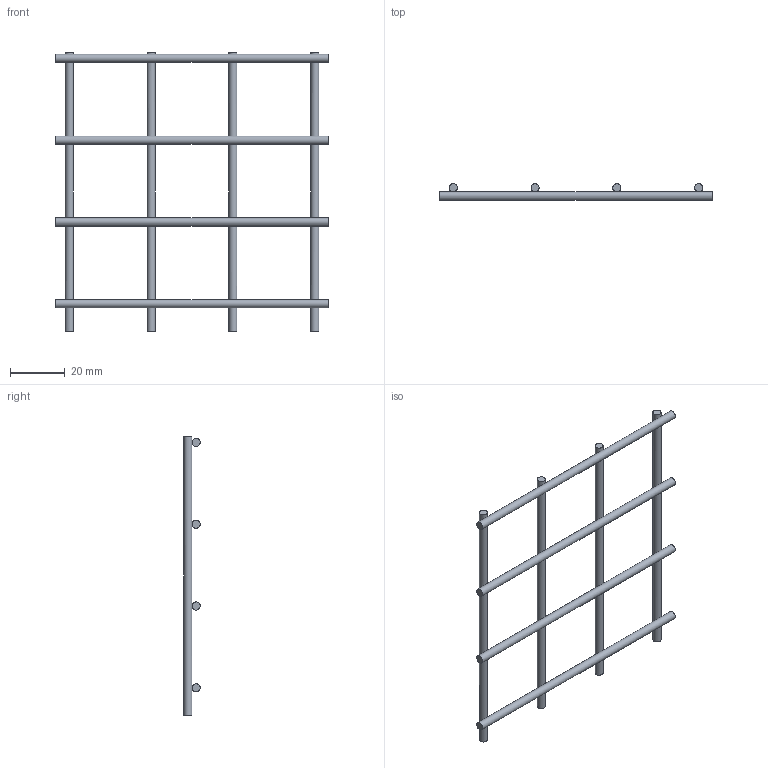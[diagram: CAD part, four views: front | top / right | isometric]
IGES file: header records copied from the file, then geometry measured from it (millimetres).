
Global section: file name: 729302; native system: Autodesk Inventor 2021; preprocessor: unknown; author: Mrówczyńska,,; organization: 11; date: 20230123.082402; units: millimetre
Bounding box: 100 x 6.01 x 102 mm (x, y, z)
Volume: 5721.3 mm3; surface area: 7741.7 mm2
Topology: 8 solids, 8 shells, 24 faces, 24 edges, 16 vertices
Faces by surface type: bspline 24
